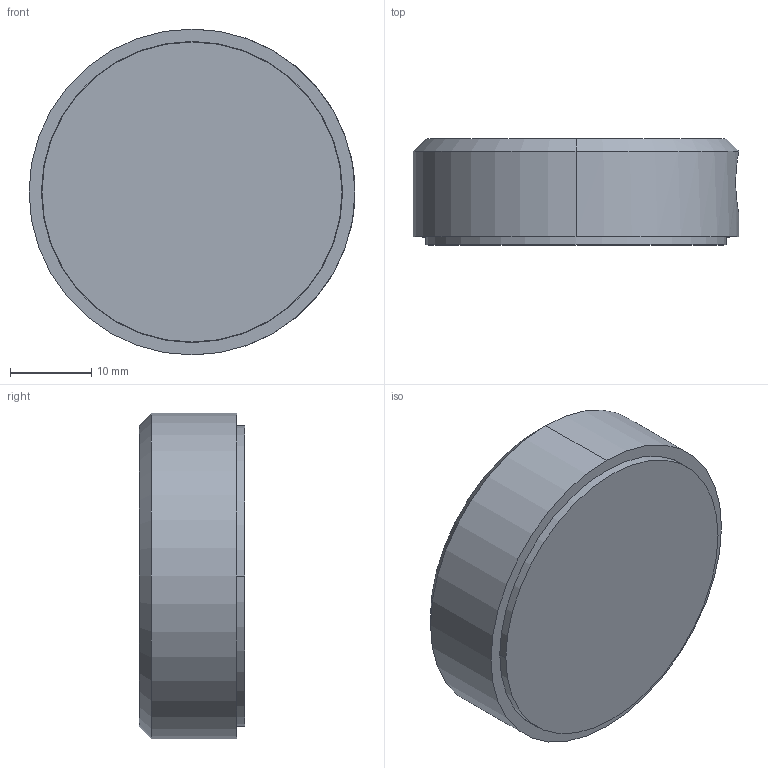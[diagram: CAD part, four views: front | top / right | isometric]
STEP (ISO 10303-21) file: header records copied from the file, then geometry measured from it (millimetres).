
FILE_DESCRIPTION (( 'STEP AP214' ), '1' );
FILE_NAME ('S104001.STEP', '2019-08-23T18:50:38', ( '' ), ( '' ), 'SwSTEP 2.0', 'SolidWorks 2019', '' );
FILE_SCHEMA (( 'AUTOMOTIVE_DESIGN' ));
Length unit declared in the file: inch
Products named in the file (1): S104001
Bounding box: 40.01 x 13 x 40.01 mm (x, y, z)
Volume: 15128 mm3; surface area: 7443.9 mm2
Topology: 2 solids, 2 shells, 49 faces, 107 edges, 64 vertices
Faces by surface type: cylinder 26, plane 11, cone 10, sphere 2
Entity records: 2048 total; most frequent: CARTESIAN_POINT 277, DIRECTION 254, ORIENTED_EDGE 198, AXIS2_PLACEMENT_3D 109, EDGE_CURVE 99, VERTEX_POINT 64, EDGE_LOOP 59, CIRCLE 59
